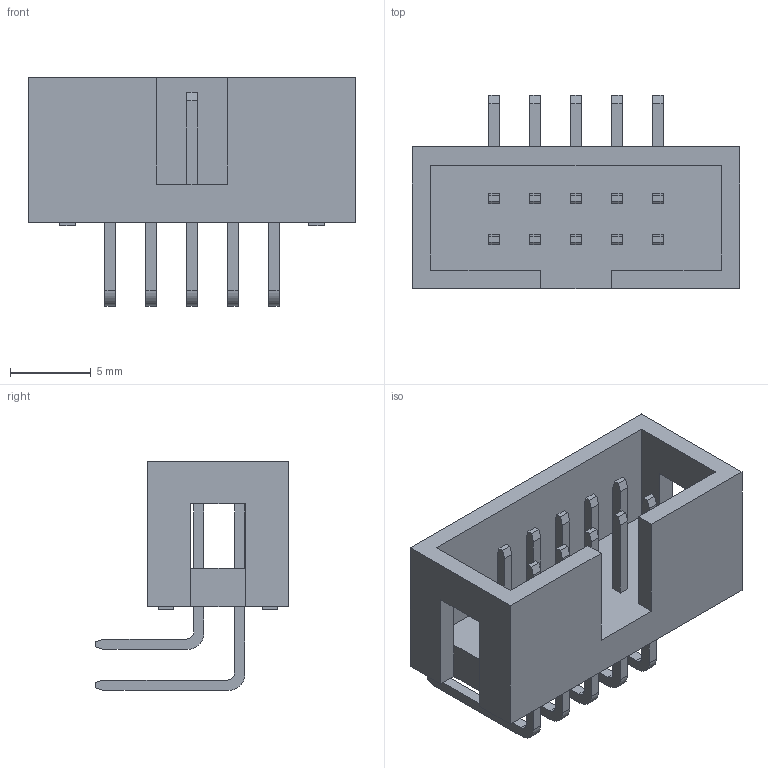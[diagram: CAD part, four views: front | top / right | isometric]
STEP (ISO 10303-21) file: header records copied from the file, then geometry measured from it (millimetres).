
FILE_DESCRIPTION(('STEP AP214'),'1');
FILE_NAME('header_awhw10a-0202-t.stp','2015-04-29T14:58:35',('TraceParts'),('TraceParts S.A.'),'XStep 1.0',' ',' ');
FILE_SCHEMA(('automotive_design'));
Length unit declared in the file: millimetre
Products named in the file (1): 1
Bounding box: 20.32 x 12.03 x 14.18 mm (x, y, z)
Volume: 821 mm3; surface area: 1561.3 mm2
Topology: 1 solids, 1 shells, 222 faces, 596 edges, 396 vertices
Faces by surface type: plane 202, cylinder 20
Entity records: 13588 total; most frequent: CARTESIAN_POINT 1215, STYLED_ITEM 1214, PRESENTATION_STYLE_ASSIGNMENT 1214, COLOUR_RGB 1214, ORIENTED_EDGE 1192, DIRECTION 1082, EDGE_CURVE 596, CURVE_STYLE 596
